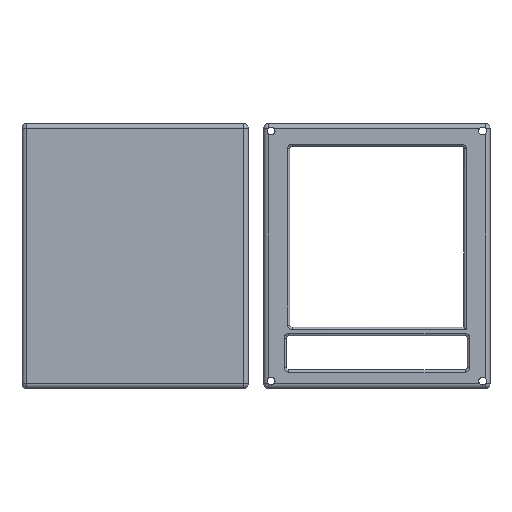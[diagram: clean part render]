
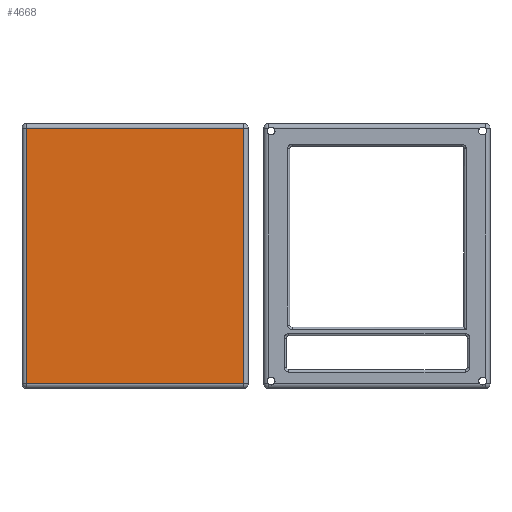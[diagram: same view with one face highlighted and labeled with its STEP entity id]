
A CAD part, front view. The second image highlights one B-rep face of the part: STEP entity #4668.
In plain terms, the highlighted planar face has unit normal (0, -1, 0).
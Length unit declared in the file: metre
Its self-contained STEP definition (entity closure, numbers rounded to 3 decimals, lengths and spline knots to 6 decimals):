
#460=LINE('',#7792,#853);
#461=LINE('',#7795,#854);
#462=LINE('',#7797,#855);
#463=LINE('',#7799,#856);
#853=VECTOR('',#6073,1.);
#854=VECTOR('',#6074,1.);
#855=VECTOR('',#6075,1.);
#856=VECTOR('',#6076,1.);
#2050=ORIENTED_EDGE('',*,*,#3045,.T.);
#2051=ORIENTED_EDGE('',*,*,#3046,.T.);
#2052=ORIENTED_EDGE('',*,*,#3047,.T.);
#2053=ORIENTED_EDGE('',*,*,#3048,.T.);
#3045=EDGE_CURVE('',#3584,#3585,#460,.T.);
#3046=EDGE_CURVE('',#3585,#3586,#461,.F.);
#3047=EDGE_CURVE('',#3586,#3587,#462,.F.);
#3048=EDGE_CURVE('',#3587,#3584,#463,.T.);
#3584=VERTEX_POINT('',#7793);
#3585=VERTEX_POINT('',#7794);
#3586=VERTEX_POINT('',#7796);
#3587=VERTEX_POINT('',#7798);
#3976=EDGE_LOOP('',(#2050,#2051,#2052,#2053));
#4282=FACE_BOUND('',#3976,.T.);
#4472=PLANE('',#5090);
#4668=ADVANCED_FACE('',(#4282),#4472,.F.);
#5090=AXIS2_PLACEMENT_3D('',#7791,#6071,#6072);
#6071=DIRECTION('',(0.,1.,0.));
#6072=DIRECTION('',(1.,0.,0.));
#6073=DIRECTION('',(0.,0.,1.));
#6074=DIRECTION('',(1.,0.,0.));
#6075=DIRECTION('',(0.,0.,1.));
#6076=DIRECTION('',(1.,0.,0.));
#7791=CARTESIAN_POINT('',(0.045393,0.,0.009495));
#7792=CARTESIAN_POINT('',(0.039973,0.,0.068013));
#7793=CARTESIAN_POINT('',(0.039973,0.,-0.046987));
#7794=CARTESIAN_POINT('',(0.039973,0.,0.066013));
#7795=CARTESIAN_POINT('',(0.045393,0.,0.066013));
#7796=CARTESIAN_POINT('',(-0.056027,0.,0.066013));
#7797=CARTESIAN_POINT('',(-0.056027,0.,0.009495));
#7798=CARTESIAN_POINT('',(-0.056027,0.,-0.046987));
#7799=CARTESIAN_POINT('',(0.041973,0.,-0.046987));
